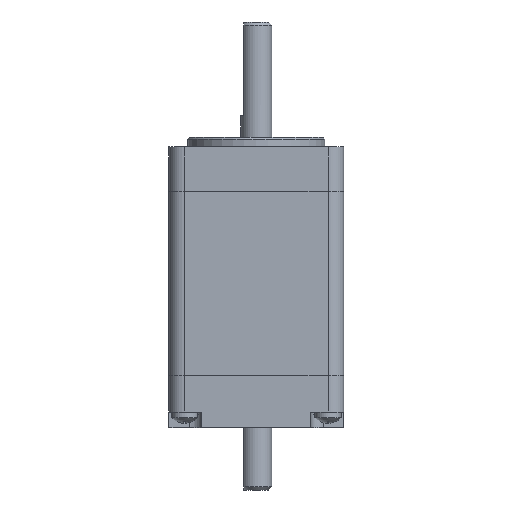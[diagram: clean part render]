
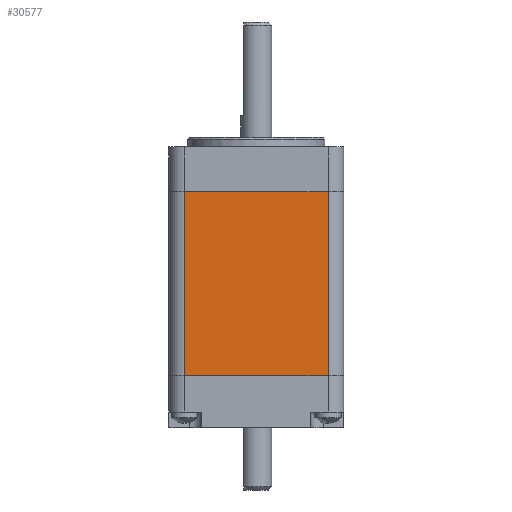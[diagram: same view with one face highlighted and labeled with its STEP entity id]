
A CAD part, front view. The second image highlights one B-rep face of the part: STEP entity #30577.
In plain terms, the highlighted planar face has unit normal (0, -1, 0).
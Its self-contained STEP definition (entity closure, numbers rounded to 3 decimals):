
#321=LINE('',#45361,#3457);
#500=LINE('',#46102,#3636);
#684=LINE('',#46848,#3820);
#685=LINE('',#46850,#3821);
#3457=VECTOR('',#35806,23.);
#3636=VECTOR('',#36369,23.);
#3820=VECTOR('',#36943,29.5);
#3821=VECTOR('',#36946,29.5);
#6531=PLANE('',#32729);
#7843=FACE_OUTER_BOUND('',#9585,.T.);
#9585=EDGE_LOOP('',(#21595,#21596,#21597,#21598));
#12844=VERTEX_POINT('',#45358);
#12845=VERTEX_POINT('',#45360);
#13214=VERTEX_POINT('',#46099);
#13215=VERTEX_POINT('',#46101);
#16014=EDGE_CURVE('',#12844,#12845,#321,.T.);
#16384=EDGE_CURVE('',#13215,#13214,#500,.T.);
#16758=EDGE_CURVE('',#12844,#13215,#684,.T.);
#16759=EDGE_CURVE('',#12845,#13214,#685,.T.);
#21595=ORIENTED_EDGE('',*,*,#16384,.T.);
#21596=ORIENTED_EDGE('',*,*,#16759,.F.);
#21597=ORIENTED_EDGE('',*,*,#16014,.F.);
#21598=ORIENTED_EDGE('',*,*,#16758,.T.);
#30577=ADVANCED_FACE('',(#7843),#6531,.F.);
#32729=AXIS2_PLACEMENT_3D('',#46849,#36944,#36945);
#35806=DIRECTION('',(0.,0.,-1.));
#36369=DIRECTION('',(0.,0.,-1.));
#36943=DIRECTION('',(-1.,0.,0.));
#36944=DIRECTION('center_axis',(0.,1.,0.));
#36945=DIRECTION('ref_axis',(0.,0.,1.));
#36946=DIRECTION('',(-1.,0.,0.));
#45358=CARTESIAN_POINT('',(29.5,-14.,11.5));
#45360=CARTESIAN_POINT('',(29.5,-14.,-11.5));
#45361=CARTESIAN_POINT('',(29.5,-14.,11.5));
#46099=CARTESIAN_POINT('',(0.,-14.,-11.5));
#46101=CARTESIAN_POINT('',(0.,-14.,11.5));
#46102=CARTESIAN_POINT('',(0.,-14.,11.5));
#46848=CARTESIAN_POINT('',(17.85,-14.,11.5));
#46849=CARTESIAN_POINT('Origin',(17.85,-14.,-11.5));
#46850=CARTESIAN_POINT('',(17.85,-14.,-11.5));
